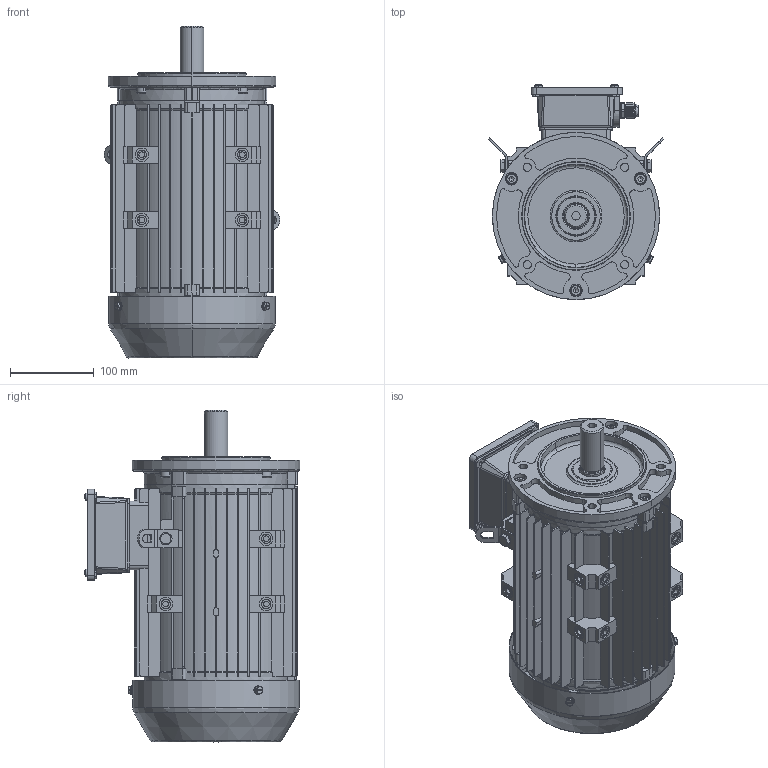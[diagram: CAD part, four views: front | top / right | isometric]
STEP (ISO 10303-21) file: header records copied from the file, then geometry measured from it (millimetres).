
FILE_DESCRIPTION (( 'STEP AP203' ), '1' );
FILE_NAME ('JL3-100-B14B.step', '2018-12-14T08:46:55', ( '' ), ( '' ), 'SwSTEP 2.0', 'SolidWorks 2018', '' );
FILE_SCHEMA (( 'CONFIG_CONTROL_DESIGN' ));
Products named in the file (1): JL3-100-B14B
Bounding box: 210.01 x 257.42 x 397 mm (x, y, z)
Volume: 1770141 mm3; surface area: 1000959.1 mm2
Topology: 42 solids, 42 shells, 3496 faces, 9642 edges, 6311 vertices
Faces by surface type: plane 1472, cylinder 1459, bspline 352, cone 205, sphere 8
Entity records: 348406 total; most frequent: CARTESIAN_POINT 260011, ORIENTED_EDGE 19248, DIRECTION 17665, EDGE_CURVE 9624, AXIS2_PLACEMENT_3D 6335, VERTEX_POINT 6311, VECTOR 4995, LINE 4995
